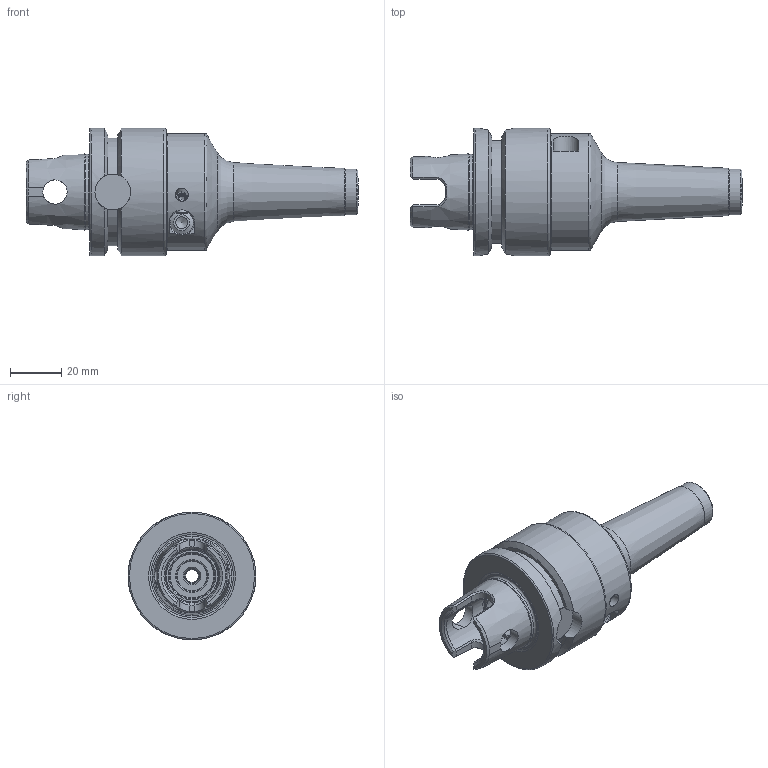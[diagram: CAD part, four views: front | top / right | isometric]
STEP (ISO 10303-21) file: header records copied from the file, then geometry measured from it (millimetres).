
FILE_DESCRIPTION((''),'2;1');
FILE_NAME('146021110105 UTS5040-PHC10SB-105-C-H-3D.stp','2023-02-06T16:56:55',('nttooll'),(''),'Autodesk Inventor 2012','Autodesk Inventor 2012','');
FILE_SCHEMA(('AUTOMOTIVE_DESIGN { 1 0 10303 214 1 1 1 1 }'));
Length unit declared in the file: millimetre
Products named in the file (1): 146021110105 UTS5040-PHC10SB-105-C-H-3D
Bounding box: 130 x 50 x 50 mm (x, y, z)
Volume: 102235.8 mm3; surface area: 22204.8 mm2
Topology: 1 solids, 1 shells, 166 faces, 413 edges, 257 vertices
Faces by surface type: cylinder 48, cone 43, plane 40, bspline 20, torus 15
Full cylindrical faces by diameter (mm): 2.309 x2, 4 x2, 4.1 x1, 4.619 x2, 5 x3, 5.2 x1, 6 x1, 9 x2, 9.5 x2, 10.4 x2, 12 x1, 14 x2, 17.2 x1, 18 x2, 21 x1, 29.5 x1, 45.8 x1, 50 x2
Entity records: 5265 total; most frequent: CARTESIAN_POINT 1962, ORIENTED_EDGE 644, DIRECTION 602, EDGE_CURVE 322, AXIS2_PLACEMENT_3D 277, EDGE_LOOP 250, VERTEX_POINT 236, FACE_OUTER_BOUND 166
